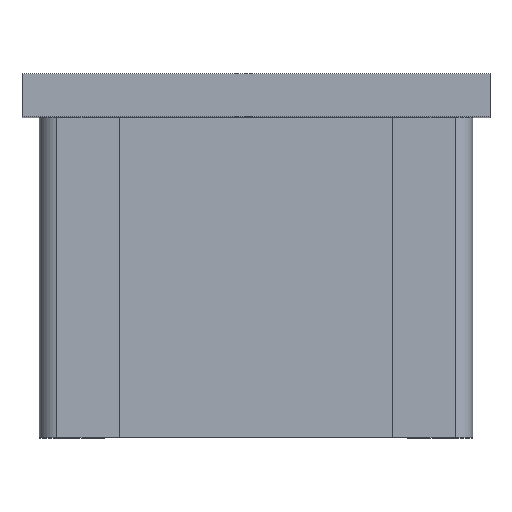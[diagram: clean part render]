
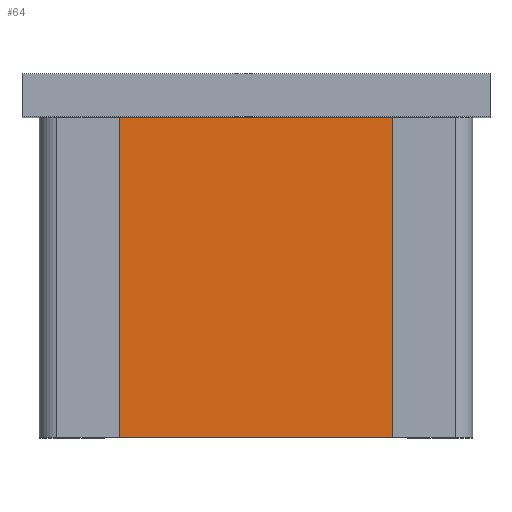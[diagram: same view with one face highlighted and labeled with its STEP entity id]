
A CAD part, top view. The second image highlights one B-rep face of the part: STEP entity #64.
In plain terms, the highlighted planar face has unit normal (0, 0, 1).
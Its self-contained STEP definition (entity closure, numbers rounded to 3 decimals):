
#64 = ADVANCED_FACE( '', ( #152 ), #153, .F. );
#152 = FACE_OUTER_BOUND( '', #261, .T. );
#153 = PLANE( '', #262 );
#261 = EDGE_LOOP( '', ( #379, #380, #381, #382 ) );
#262 = AXIS2_PLACEMENT_3D( '', #383, #384, #385 );
#379 = ORIENTED_EDGE( '', *, *, #698, .F. );
#380 = ORIENTED_EDGE( '', *, *, #699, .F. );
#381 = ORIENTED_EDGE( '', *, *, #700, .F. );
#382 = ORIENTED_EDGE( '', *, *, #701, .T. );
#383 = CARTESIAN_POINT( '', ( 3.15, -7.4, 2.9 ) );
#384 = DIRECTION( '', ( 0., 0., -1. ) );
#385 = DIRECTION( '', ( -1., 0., 0. ) );
#698 = EDGE_CURVE( '', #840, #841, #842, .T. );
#699 = EDGE_CURVE( '', #843, #840, #844, .T. );
#700 = EDGE_CURVE( '', #845, #843, #846, .T. );
#701 = EDGE_CURVE( '', #845, #841, #847, .T. );
#840 = VERTEX_POINT( '', #1046 );
#841 = VERTEX_POINT( '', #1047 );
#842 = LINE( '', #1048, #1049 );
#843 = VERTEX_POINT( '', #1050 );
#844 = LINE( '', #1051, #1052 );
#845 = VERTEX_POINT( '', #1053 );
#846 = LINE( '', #1054, #1055 );
#847 = LINE( '', #1056, #1057 );
#1046 = CARTESIAN_POINT( '', ( -3.15, 0., 2.9 ) );
#1047 = CARTESIAN_POINT( '', ( 3.15, 0., 2.9 ) );
#1048 = CARTESIAN_POINT( '', ( 0., 0., 2.9 ) );
#1049 = VECTOR( '', #1300, 1000. );
#1050 = CARTESIAN_POINT( '', ( -3.15, -7.4, 2.9 ) );
#1051 = CARTESIAN_POINT( '', ( -3.15, -7.4, 2.9 ) );
#1052 = VECTOR( '', #1301, 1000. );
#1053 = CARTESIAN_POINT( '', ( 3.15, -7.4, 2.9 ) );
#1054 = CARTESIAN_POINT( '', ( 3.15, -7.4, 2.9 ) );
#1055 = VECTOR( '', #1302, 1000. );
#1056 = CARTESIAN_POINT( '', ( 3.15, -7.4, 2.9 ) );
#1057 = VECTOR( '', #1303, 1000. );
#1300 = DIRECTION( '', ( 1., 0., 0. ) );
#1301 = DIRECTION( '', ( 0., 1., 0. ) );
#1302 = DIRECTION( '', ( -1., 0., 0. ) );
#1303 = DIRECTION( '', ( 0., 1., 0. ) );
